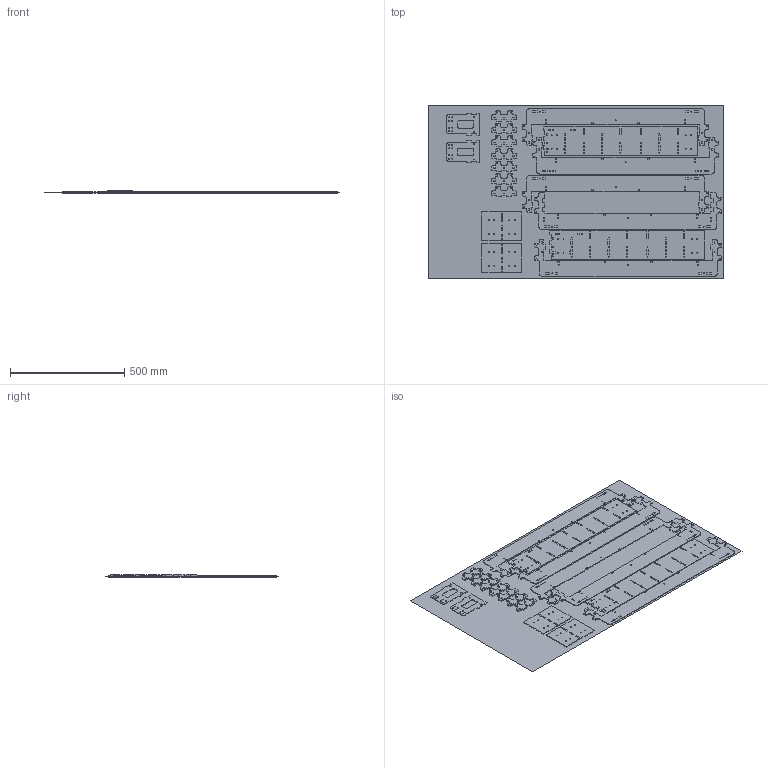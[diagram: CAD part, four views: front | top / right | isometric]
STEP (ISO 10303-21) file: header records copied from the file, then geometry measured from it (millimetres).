
FILE_DESCRIPTION(('STEP AP214'),'1');
FILE_NAME('Extension Layout.stp','2021-05-10T12:20:25',(' '),(' '),'Spatial InterOp 3D',' ',' ');
FILE_SCHEMA(('AUTOMOTIVE_DESIGN { 1 0 10303 214 1 1 1 1 }'));
Length unit declared in the file: metre
Products named in the file (8): Extension Layout; RailSide2; ExtBrace; BedBrace2; Rail Support; X harness mount.2; BedBrace
Assembly tree (19 placements, depth 2):
  Extension Layout
    Extension Layout
    RailSide2  x2
    ExtBrace  x2
    BedBrace2
    Rail Support  x7
    X harness mount.2  x2
    BedBrace  x4
Bounding box: 1295.4 x 762 x 9 mm (x, y, z)
Volume: 3298955.2 mm3; surface area: 2241864 mm2
Topology: 18 solids, 19 shells, 1935 faces, 5742 edges, 3844 vertices
Faces by surface type: plane 1247, cylinder 688
Entity records: 23684 total; most frequent: CARTESIAN_POINT 4115, ORIENTED_EDGE 4078, DIRECTION 3968, EDGE_CURVE 2041, LINE 1524, VECTOR 1524, VERTEX_POINT 1369, AXIS2_PLACEMENT_3D 1222
